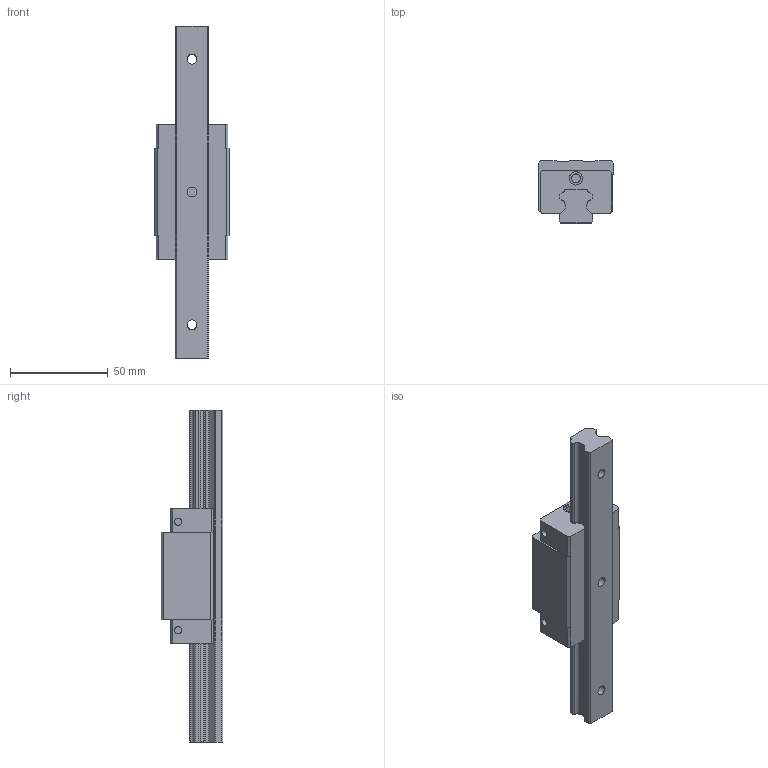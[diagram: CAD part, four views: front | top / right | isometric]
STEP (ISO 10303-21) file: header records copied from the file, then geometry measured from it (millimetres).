
FILE_DESCRIPTION(('FreeCAD Model'),'2;1');
FILE_NAME('Open CASCADE Shape Model','2025-05-02T19:13:02',('FreeCAD'),( 'FreeCAD'),'Open CASCADE STEP processor 7.6','FreeCAD','Unknown');
FILE_SCHEMA(('AUTOMOTIVE_DESIGN { 1 0 10303 214 1 1 1 1 }'));
Length unit declared in the file: millimetre
Products named in the file (1): Open CASCADE STEP translator 7.6 1
Bounding box: 38.47 x 31.68 x 169.7 mm (x, y, z)
Volume: 92684.2 mm3; surface area: 26345.5 mm2
Topology: 2 solids, 2 shells, 163 faces, 420 edges, 280 vertices
Faces by surface type: bspline 163
Entity records: 4876 total; most frequent: CARTESIAN_POINT 2405, ORIENTED_EDGE 840, EDGE_CURVE 420, VERTEX_POINT 280, B_SPLINE_CURVE_WITH_KNOTS 280, FACE_BOUND 188, EDGE_LOOP 188, ADVANCED_FACE 163
